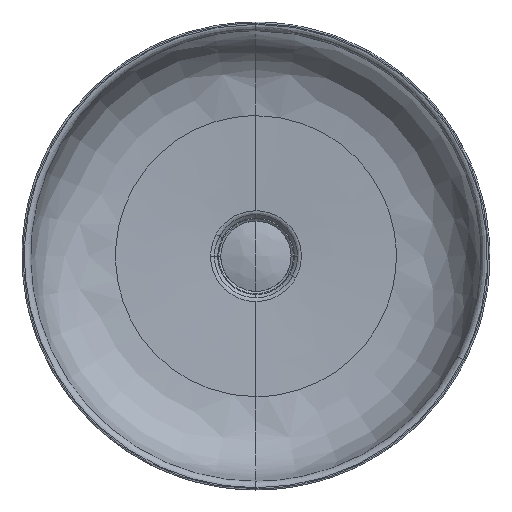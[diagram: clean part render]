
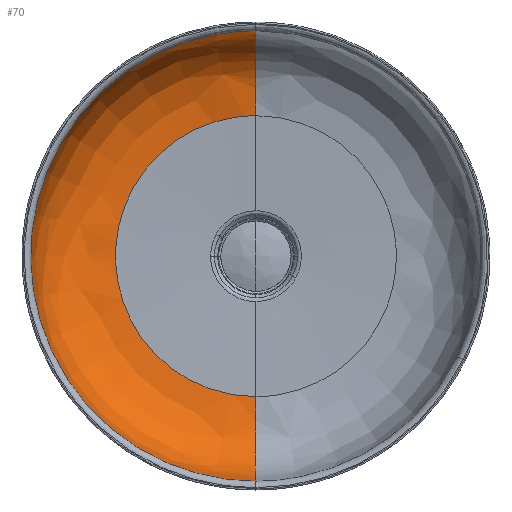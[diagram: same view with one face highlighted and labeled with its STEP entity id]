
A CAD part, top view. The second image highlights one B-rep face of the part: STEP entity #70.
In plain terms, the highlighted free-form (B-spline) face has degree [2, 5] with [9, 6] control points.
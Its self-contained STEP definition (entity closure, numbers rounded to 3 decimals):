
#70=ADVANCED_FACE('',(#180),#1492,.T.);
#180=FACE_OUTER_BOUND('',#287,.T.);
#287=EDGE_LOOP('',(#558,#559,#560,#561));
#558=ORIENTED_EDGE('',*,*,#928,.F.);
#559=ORIENTED_EDGE('',*,*,#931,.F.);
#560=ORIENTED_EDGE('',*,*,#932,.T.);
#561=ORIENTED_EDGE('',*,*,#929,.F.);
#928=EDGE_CURVE('',#1366,#1365,#1217,.T.);
#929=EDGE_CURVE('',#1365,#1367,#1108,.T.);
#931=EDGE_CURVE('',#1368,#1366,#1109,.T.);
#932=EDGE_CURVE('',#1368,#1367,#1219,.T.);
#1108=B_SPLINE_CURVE_WITH_KNOTS('',5,(#5183,#5184,#5185,#5186,#5187,#5188),
 .UNSPECIFIED.,.F.,.F.,(6,6),(2.206,103.153),
 .UNSPECIFIED.);
#1109=B_SPLINE_CURVE_WITH_KNOTS('',5,(#5194,#5195,#5196,#5197,#5198,#5199),
 .UNSPECIFIED.,.F.,.F.,(6,6),(-103.153,-2.206),
 .UNSPECIFIED.);
#1217=(
BOUNDED_CURVE()
B_SPLINE_CURVE(2,(#5178,#5179,#5180,#5181,#5182),.UNSPECIFIED.,.F.,.F.)
B_SPLINE_CURVE_WITH_KNOTS((3,2,3),(-604.7,-302.35,
0.),.UNSPECIFIED.)
CURVE()
GEOMETRIC_REPRESENTATION_ITEM()
RATIONAL_B_SPLINE_CURVE((1.,0.707,1.,0.707,1.))
REPRESENTATION_ITEM('')
);
#1219=(
BOUNDED_CURVE()
B_SPLINE_CURVE(2,(#5200,#5201,#5202,#5203,#5204),.UNSPECIFIED.,.F.,.F.)
B_SPLINE_CURVE_WITH_KNOTS((3,2,3),(-376.991,-188.496,
0.),.UNSPECIFIED.)
CURVE()
GEOMETRIC_REPRESENTATION_ITEM()
RATIONAL_B_SPLINE_CURVE((1.,0.707,1.,0.707,1.))
REPRESENTATION_ITEM('')
);
#1365=VERTEX_POINT('',#4601);
#1366=VERTEX_POINT('',#4602);
#1367=VERTEX_POINT('',#4603);
#1368=VERTEX_POINT('',#4604);
#1492=(
BOUNDED_SURFACE()
B_SPLINE_SURFACE(2,5,((#3865,#3866,#3867,#3868,#3869,#3870),(#3871,#3872,
#3873,#3874,#3875,#3876),(#3877,#3878,#3879,#3880,#3881,#3882),(#3883,#3884,
#3885,#3886,#3887,#3888),(#3889,#3890,#3891,#3892,#3893,#3894),(#3895,#3896,
#3897,#3898,#3899,#3900),(#3901,#3902,#3903,#3904,#3905,#3906),(#3907,#3908,
#3909,#3910,#3911,#3912),(#3913,#3914,#3915,#3916,#3917,#3918)),
 .UNSPECIFIED.,.T.,.F.,.F.)
B_SPLINE_SURFACE_WITH_KNOTS((3,2,2,2,3),(6,6),(0.,302.35,604.7,
907.049,1209.399),(0.,113.781),
 .UNSPECIFIED.)
GEOMETRIC_REPRESENTATION_ITEM()
RATIONAL_B_SPLINE_SURFACE(((1.,1.,1.,1.,1.,1.),(0.707,0.707,
0.707,0.707,0.707,0.707),
(1.,1.,1.,1.,1.,1.),(0.707,0.707,0.707,
0.707,0.707,0.707),(1.,1.,1.,1.,1.,
1.),(0.707,0.707,0.707,0.707,
0.707,0.707),(1.,1.,1.,1.,1.,1.),(0.707,
0.707,0.707,0.707,0.707,
0.707),(1.,1.,1.,1.,1.,1.)))
REPRESENTATION_ITEM('')
SURFACE()
);
#3865=CARTESIAN_POINT('',(192.482,0.,44.992));
#3866=CARTESIAN_POINT('',(190.113,0.,22.899));
#3867=CARTESIAN_POINT('',(186.667,0.,0.663));
#3868=CARTESIAN_POINT('',(166.372,0.,-23.307));
#3869=CARTESIAN_POINT('',(143.186,0.,-24.522));
#3870=CARTESIAN_POINT('',(120.,0.,-25.737));
#3871=CARTESIAN_POINT('',(192.482,192.482,44.992));
#3872=CARTESIAN_POINT('',(190.113,190.113,22.899));
#3873=CARTESIAN_POINT('',(186.667,186.667,0.663));
#3874=CARTESIAN_POINT('',(166.372,166.372,-23.307));
#3875=CARTESIAN_POINT('',(143.186,143.186,-24.522));
#3876=CARTESIAN_POINT('',(120.,120.,-25.737));
#3877=CARTESIAN_POINT('',(0.,192.482,44.992));
#3878=CARTESIAN_POINT('',(0.,190.113,22.899));
#3879=CARTESIAN_POINT('',(0.,186.667,0.663));
#3880=CARTESIAN_POINT('',(0.,166.372,-23.307));
#3881=CARTESIAN_POINT('',(0.,143.186,-24.522));
#3882=CARTESIAN_POINT('',(0.,120.,-25.737));
#3883=CARTESIAN_POINT('',(-192.482,192.482,44.992));
#3884=CARTESIAN_POINT('',(-190.113,190.113,22.899));
#3885=CARTESIAN_POINT('',(-186.667,186.667,0.663));
#3886=CARTESIAN_POINT('',(-166.372,166.372,-23.307));
#3887=CARTESIAN_POINT('',(-143.186,143.186,-24.522));
#3888=CARTESIAN_POINT('',(-120.,120.,-25.737));
#3889=CARTESIAN_POINT('',(-192.482,0.,44.992));
#3890=CARTESIAN_POINT('',(-190.113,0.,22.899));
#3891=CARTESIAN_POINT('',(-186.667,0.,0.663));
#3892=CARTESIAN_POINT('',(-166.372,0.,-23.307));
#3893=CARTESIAN_POINT('',(-143.186,0.,-24.522));
#3894=CARTESIAN_POINT('',(-120.,0.,-25.737));
#3895=CARTESIAN_POINT('',(-192.482,-192.482,44.992));
#3896=CARTESIAN_POINT('',(-190.113,-190.113,22.899));
#3897=CARTESIAN_POINT('',(-186.667,-186.667,0.663));
#3898=CARTESIAN_POINT('',(-166.372,-166.372,-23.307));
#3899=CARTESIAN_POINT('',(-143.186,-143.186,-24.522));
#3900=CARTESIAN_POINT('',(-120.,-120.,-25.737));
#3901=CARTESIAN_POINT('',(0.,-192.482,44.992));
#3902=CARTESIAN_POINT('',(0.,-190.113,22.899));
#3903=CARTESIAN_POINT('',(0.,-186.667,0.663));
#3904=CARTESIAN_POINT('',(0.,-166.372,-23.307));
#3905=CARTESIAN_POINT('',(0.,-143.186,-24.522));
#3906=CARTESIAN_POINT('',(0.,-120.,-25.737));
#3907=CARTESIAN_POINT('',(192.482,-192.482,44.992));
#3908=CARTESIAN_POINT('',(190.113,-190.113,22.899));
#3909=CARTESIAN_POINT('',(186.667,-186.667,0.663));
#3910=CARTESIAN_POINT('',(166.372,-166.372,-23.307));
#3911=CARTESIAN_POINT('',(143.186,-143.186,-24.522));
#3912=CARTESIAN_POINT('',(120.,-120.,-25.737));
#3913=CARTESIAN_POINT('',(192.482,0.,44.992));
#3914=CARTESIAN_POINT('',(190.113,0.,22.899));
#3915=CARTESIAN_POINT('',(186.667,0.,0.663));
#3916=CARTESIAN_POINT('',(166.372,0.,-23.307));
#3917=CARTESIAN_POINT('',(143.186,0.,-24.522));
#3918=CARTESIAN_POINT('',(120.,0.,-25.737));
#4601=CARTESIAN_POINT('',(0.,192.482,44.992));
#4602=CARTESIAN_POINT('',(0.,-192.482,44.992));
#4603=CARTESIAN_POINT('',(0.,120.,-25.737));
#4604=CARTESIAN_POINT('',(0.,-120.,-25.737));
#5178=CARTESIAN_POINT('',(0.,-192.482,44.992));
#5179=CARTESIAN_POINT('',(-192.482,-192.482,44.992));
#5180=CARTESIAN_POINT('',(-192.482,0.,44.992));
#5181=CARTESIAN_POINT('',(-192.482,192.482,44.992));
#5182=CARTESIAN_POINT('',(0.,192.482,44.992));
#5183=CARTESIAN_POINT('',(0.,192.482,44.992));
#5184=CARTESIAN_POINT('',(0.,190.113,22.899));
#5185=CARTESIAN_POINT('',(0.,186.667,0.663));
#5186=CARTESIAN_POINT('',(0.,166.372,-23.307));
#5187=CARTESIAN_POINT('',(0.,143.186,-24.522));
#5188=CARTESIAN_POINT('',(0.,120.,-25.737));
#5194=CARTESIAN_POINT('',(0.,-120.,-25.737));
#5195=CARTESIAN_POINT('',(0.,-143.186,-24.522));
#5196=CARTESIAN_POINT('',(0.,-166.372,-23.307));
#5197=CARTESIAN_POINT('',(0.,-186.667,0.663));
#5198=CARTESIAN_POINT('',(0.,-190.113,22.899));
#5199=CARTESIAN_POINT('',(0.,-192.482,44.992));
#5200=CARTESIAN_POINT('',(0.,-120.,-25.737));
#5201=CARTESIAN_POINT('',(-120.,-120.,-25.737));
#5202=CARTESIAN_POINT('',(-120.,0.,-25.737));
#5203=CARTESIAN_POINT('',(-120.,120.,-25.737));
#5204=CARTESIAN_POINT('',(0.,120.,-25.737));
